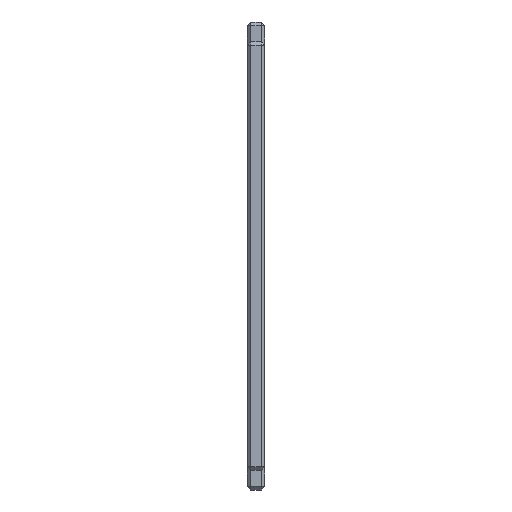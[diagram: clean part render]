
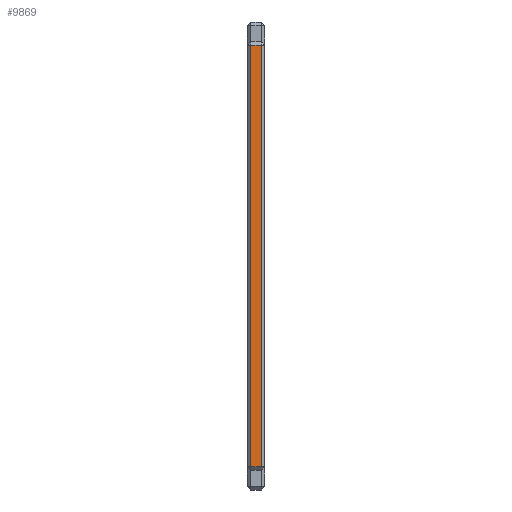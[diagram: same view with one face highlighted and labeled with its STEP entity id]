
A CAD part, front view. The second image highlights one B-rep face of the part: STEP entity #9869.
In plain terms, the highlighted planar face has unit normal (0, -1, 0).
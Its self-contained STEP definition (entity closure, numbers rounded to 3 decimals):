
#2028=DIRECTION('',(0.,0.,1.));
#2029=VECTOR('',#2028,118.);
#2030=CARTESIAN_POINT('',(-277.,-297.5,-288.));
#2031=LINE('',#2030,#2029);
#2412=DIRECTION('',(1.,0.,0.));
#2413=VECTOR('',#2412,3.);
#2414=CARTESIAN_POINT('',(-277.,-297.5,-170.));
#2415=LINE('',#2414,#2413);
#2426=DIRECTION('',(-1.,0.,0.));
#2427=VECTOR('',#2426,3.);
#2428=CARTESIAN_POINT('',(-274.,-297.5,-288.));
#2429=LINE('',#2428,#2427);
#2454=DIRECTION('',(0.,0.,-1.));
#2455=VECTOR('',#2454,118.);
#2456=CARTESIAN_POINT('',(-274.,-297.5,-170.));
#2457=LINE('',#2456,#2455);
#7617=CARTESIAN_POINT('',(-274.,-297.5,-288.));
#7618=CARTESIAN_POINT('',(-277.,-297.5,-288.));
#7619=VERTEX_POINT('',#7617);
#7620=VERTEX_POINT('',#7618);
#7621=CARTESIAN_POINT('',(-274.,-297.5,-170.));
#7622=VERTEX_POINT('',#7621);
#7623=CARTESIAN_POINT('',(-277.,-297.5,-170.));
#7624=VERTEX_POINT('',#7623);
#9856=CARTESIAN_POINT('',(-220.,-297.5,-159.));
#9857=DIRECTION('',(0.,-1.,0.));
#9858=DIRECTION('',(0.,0.,1.));
#9859=AXIS2_PLACEMENT_3D('',#9856,#9857,#9858);
#9860=PLANE('',#9859);
#9862=ORIENTED_EDGE('',*,*,#9861,.T.);
#9863=ORIENTED_EDGE('',*,*,#9441,.T.);
#9864=ORIENTED_EDGE('',*,*,#9805,.T.);
#9866=ORIENTED_EDGE('',*,*,#9865,.T.);
#9867=EDGE_LOOP('',(#9862,#9863,#9864,#9866));
#9868=FACE_OUTER_BOUND('',#9867,.F.);
#9441=EDGE_CURVE('',#7620,#7624,#2031,.T.);
#9805=EDGE_CURVE('',#7624,#7622,#2415,.T.);
#9861=EDGE_CURVE('',#7619,#7620,#2429,.T.);
#9865=EDGE_CURVE('',#7622,#7619,#2457,.T.);
#9869=ADVANCED_FACE('',(#9868),#9860,.T.);
